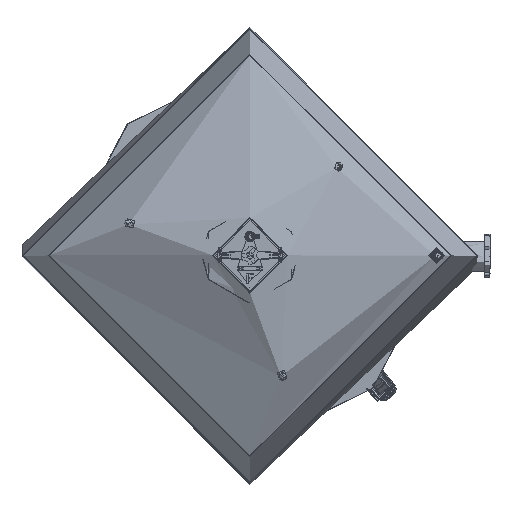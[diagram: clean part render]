
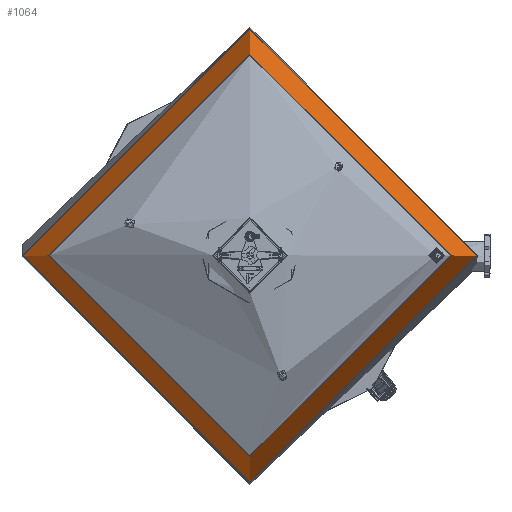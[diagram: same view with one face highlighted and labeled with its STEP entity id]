
A CAD part, top view. The second image highlights one B-rep face of the part: STEP entity #1064.
In plain terms, the highlighted toroidal (fillet/blend) face has major radius 1194 mm and minor radius 315 mm.
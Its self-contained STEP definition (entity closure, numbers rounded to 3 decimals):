
#1064 = ADVANCED_FACE( '', ( #2855, #2856 ), #2857, .T. );
#2855 = FACE_OUTER_BOUND( '', #5781, .T. );
#2856 = FACE_OUTER_BOUND( '', #5782, .T. );
#2857 = TOROIDAL_SURFACE( '', #5783, 1194., 315. );
#5781 = EDGE_LOOP( '', ( #14671 ) );
#5782 = EDGE_LOOP( '', ( #14672 ) );
#5783 = AXIS2_PLACEMENT_3D( '', #14673, #14674, #14675 );
#14671 = ORIENTED_EDGE( '', *, *, #21553, .F. );
#14672 = ORIENTED_EDGE( '', *, *, #21554, .T. );
#14673 = CARTESIAN_POINT( '', ( 0., 0., 658.259 ) );
#14674 = DIRECTION( '', ( 0., 0., -1. ) );
#14675 = DIRECTION( '', ( -1., 0., 0. ) );
#21553 = EDGE_CURVE( '', #24002, #24002, #24003, .T. );
#21554 = EDGE_CURVE( '', #24004, #24004, #24005, .T. );
#24002 = VERTEX_POINT( '', #27607 );
#24003 = CIRCLE( '', #27608, 1509. );
#24004 = VERTEX_POINT( '', #27609 );
#24005 = CIRCLE( '', #27610, 1336.177 );
#27607 = CARTESIAN_POINT( '', ( -1509., 0., 658.259 ) );
#27608 = AXIS2_PLACEMENT_3D( '', #59760, #59761, #59762 );
#27609 = CARTESIAN_POINT( '', ( -1336.177, 0., 939.348 ) );
#27610 = AXIS2_PLACEMENT_3D( '', #59763, #59764, #59765 );
#59760 = CARTESIAN_POINT( '', ( 0., 0., 658.259 ) );
#59761 = DIRECTION( '', ( 0., 0., -1. ) );
#59762 = DIRECTION( '', ( -1., 0., 0. ) );
#59763 = CARTESIAN_POINT( '', ( 0., 0., 939.348 ) );
#59764 = DIRECTION( '', ( 0., 0., -1. ) );
#59765 = DIRECTION( '', ( -1., 0., 0. ) );
